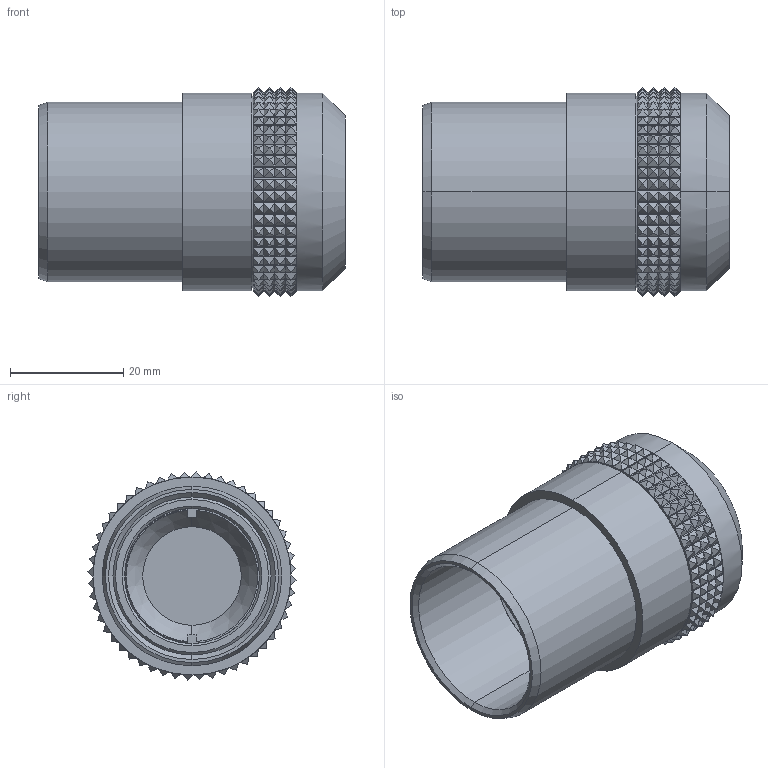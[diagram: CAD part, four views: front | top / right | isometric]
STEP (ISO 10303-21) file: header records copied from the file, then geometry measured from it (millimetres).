
FILE_DESCRIPTION (( 'STEP AP203' ), '1' );
FILE_NAME ('30941.step', '2012-01-26T17:22:13', ( 'EO' ), ( 'EO' ), 'SwSTEP 2.0', 'SolidWorks 2011', '' );
FILE_SCHEMA (( 'CONFIG_CONTROL_DESIGN' ));
Length unit declared in the file: millimetre
Products named in the file (1): 30941
Bounding box: 54.1 x 36.73 x 36.73 mm (x, y, z)
Volume: 32950.7 mm3; surface area: 9953.8 mm2
Topology: 1 solids, 1 shells, 831 faces, 2035 edges, 1212 vertices
Faces by surface type: plane 744, cylinder 66, cone 21
Entity records: 23791 total; most frequent: CARTESIAN_POINT 4097, ORIENTED_EDGE 4070, DIRECTION 4064, EDGE_CURVE 2035, VECTOR 1658, LINE 1658, VERTEX_POINT 1212, AXIS2_PLACEMENT_3D 1203
